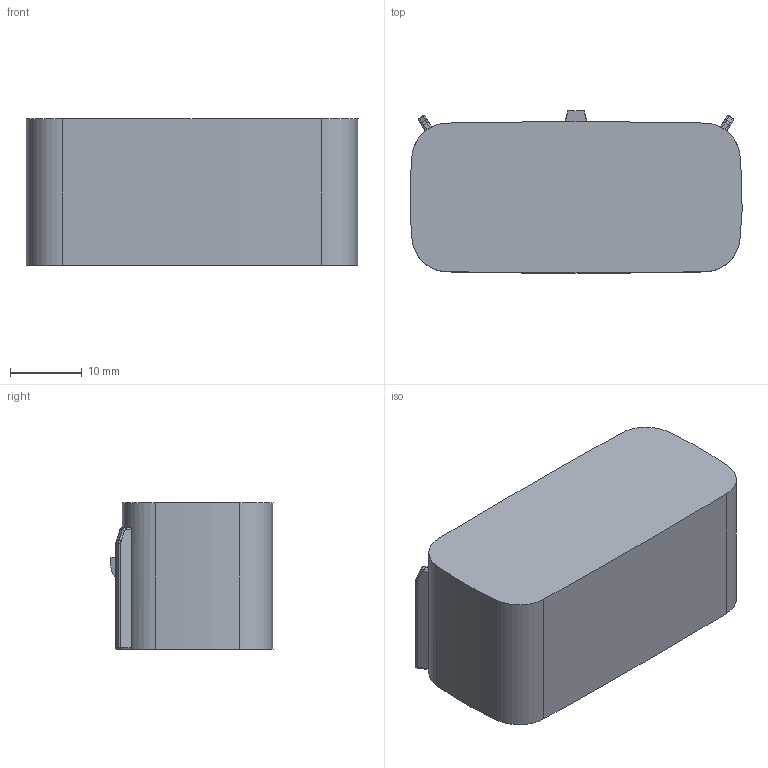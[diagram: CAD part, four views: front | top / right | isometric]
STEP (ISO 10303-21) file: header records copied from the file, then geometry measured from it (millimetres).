
FILE_DESCRIPTION(('CoCreate Modeling STEP Export'),'2;1');
FILE_NAME('CM-999-S-016-2-E02.stp','2015-07-07T15:37:02',(''),(''),'CoCreate Modeling STEP processor for AP214 (Solid Model)','CoCreate Modeling 17.0B 09-Oct-2010 (C) Parametric Technology GmbH','');
FILE_SCHEMA(('AUTOMOTIVE_DESIGN { 1 0 10303 214 1 1 1 1 }'));
Length unit declared in the file: millimetre
Products named in the file (2): CM-999-S-016-2-E02
Assembly tree (1 placements, depth 2):
  CM-999-S-016-2-E02
    CM-999-S-016-2-E02
Bounding box: 46.37 x 22.65 x 20.5 mm (x, y, z)
Volume: 5157.5 mm3; surface area: 8140.2 mm2
Topology: 1 solids, 1 shells, 432 faces, 1118 edges, 699 vertices
Faces by surface type: plane 240, cylinder 155, torus 16, sphere 9, cone 8, bspline 4
Entity records: 13497 total; most frequent: CARTESIAN_POINT 2949, ORIENTED_EDGE 2218, DIRECTION 2181, EDGE_CURVE 1109, VECTOR 741, LINE 741, AXIS2_PLACEMENT_3D 720, VERTEX_POINT 699
